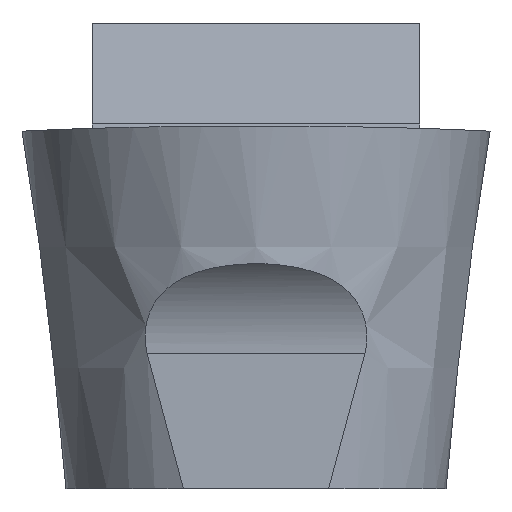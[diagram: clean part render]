
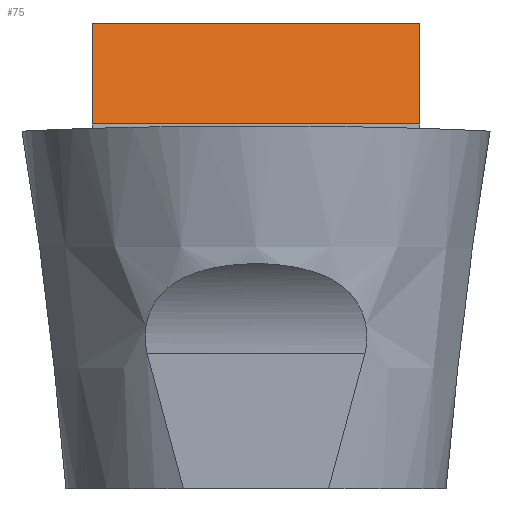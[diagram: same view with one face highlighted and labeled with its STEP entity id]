
A CAD part, front view. The second image highlights one B-rep face of the part: STEP entity #75.
In plain terms, the highlighted planar face has unit normal (0, -0.5, 0.866).
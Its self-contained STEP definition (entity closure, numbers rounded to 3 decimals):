
#75=ADVANCED_FACE('GEO_3D2C_SU7',(#115),#93,.F.);
#93=PLANE('',#621);
#115=FACE_OUTER_BOUND('',#143,.T.);
#143=EDGE_LOOP('',(#273,#274,#275,#276));
#273=ORIENTED_EDGE('',*,*,#426,.F.);
#274=ORIENTED_EDGE('',*,*,#370,.F.);
#275=ORIENTED_EDGE('',*,*,#424,.T.);
#276=ORIENTED_EDGE('',*,*,#366,.F.);
#308=VERTEX_POINT('',#809);
#314=VERTEX_POINT('',#831);
#318=VERTEX_POINT('',#845);
#319=VERTEX_POINT('',#847);
#366=EDGE_CURVE('',#314,#308,#442,.T.);
#370=EDGE_CURVE('',#318,#319,#445,.T.);
#424=EDGE_CURVE('',#318,#308,#462,.T.);
#426=EDGE_CURVE('',#319,#314,#464,.T.);
#442=LINE('',#832,#480);
#445=LINE('',#846,#483);
#462=LINE('',#1220,#500);
#464=LINE('',#1224,#502);
#480=VECTOR('',#634,1.);
#483=VECTOR('',#639,1.);
#500=VECTOR('',#686,1.);
#502=VECTOR('',#692,1.);
#621=AXIS2_PLACEMENT_3D('',#1293,#703,#704);
#634=DIRECTION('',(0.,0.866,0.5));
#639=DIRECTION('',(0.,-0.866,-0.5));
#686=DIRECTION('',(-1.,0.,0.));
#692=DIRECTION('',(-1.,0.,0.));
#703=DIRECTION('',(0.,0.5,-0.866));
#704=DIRECTION('',(0.,0.866,0.5));
#809=CARTESIAN_POINT('',(-2.1,-4.93,1.384));
#831=CARTESIAN_POINT('',(-2.1,-7.162,0.095));
#832=CARTESIAN_POINT('',(-2.1,-1.832,3.172));
#845=CARTESIAN_POINT('',(2.1,-4.93,1.384));
#846=CARTESIAN_POINT('',(2.1,-1.832,3.172));
#847=CARTESIAN_POINT('',(2.1,-7.162,0.095));
#1220=CARTESIAN_POINT('',(0.,-4.93,1.384));
#1224=CARTESIAN_POINT('',(-22.,-7.162,0.095));
#1293=CARTESIAN_POINT('',(-22.,-7.162,0.095));
